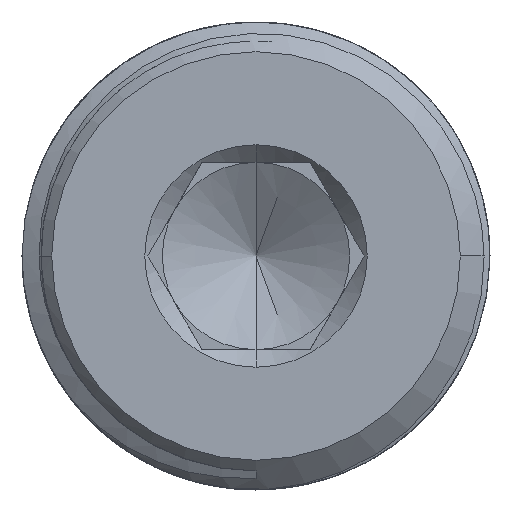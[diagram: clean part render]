
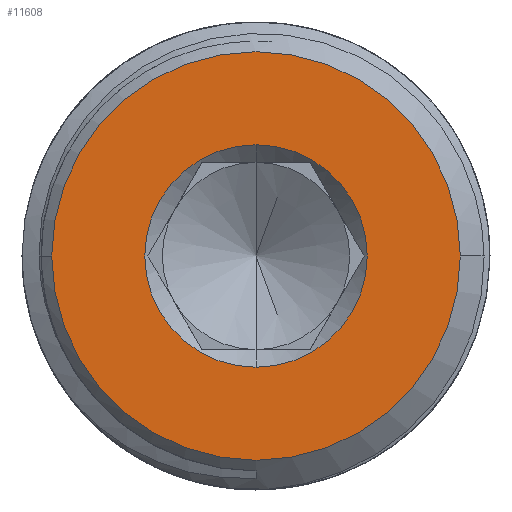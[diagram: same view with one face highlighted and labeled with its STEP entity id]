
A CAD part, left-side view. The second image highlights one B-rep face of the part: STEP entity #11608.
In plain terms, the highlighted planar face has unit normal (-1, 0, 0).
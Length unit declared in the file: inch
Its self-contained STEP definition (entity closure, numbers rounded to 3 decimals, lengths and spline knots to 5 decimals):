
#46 = EDGE_CURVE ( 'NONE', #5647, #12550, #4427, .T. ) ;
#1180 = EDGE_LOOP ( 'NONE', ( #10787, #3151 ) ) ;
#1302 = EDGE_LOOP ( 'NONE', ( #1611, #7474 ) ) ;
#1416 = AXIS2_PLACEMENT_3D ( 'NONE', #1958, #10695, #11909 ) ;
#1611 = ORIENTED_EDGE ( 'NONE', *, *, #3579, .T. ) ;
#1958 = CARTESIAN_POINT ( 'NONE',  ( 0., 0., 0. ) ) ;
#2124 = FACE_OUTER_BOUND ( 'NONE', #1302, .T. ) ;
#2327 = AXIS2_PLACEMENT_3D ( 'NONE', #8611, #13024, #3138 ) ;
#2890 = DIRECTION ( 'NONE',  ( 0., 0., 1. ) ) ;
#3138 = DIRECTION ( 'NONE',  ( 0., -1., 0. ) ) ;
#3151 = ORIENTED_EDGE ( 'NONE', *, *, #5344, .F. ) ;
#3279 = AXIS2_PLACEMENT_3D ( 'NONE', #9660, #11757, #9524 ) ;
#3579 = EDGE_CURVE ( 'NONE', #12550, #5647, #11574, .T. ) ;
#3823 = DIRECTION ( 'NONE',  ( 0., -1., 0. ) ) ;
#3967 = CIRCLE ( 'NONE', #14088, 0.18701 ) ;
#4262 = DIRECTION ( 'NONE',  ( -1., 0., 0. ) ) ;
#4339 = VERTEX_POINT ( 'NONE', #9145 ) ;
#4427 = CIRCLE ( 'NONE', #9482, 0.3435 ) ;
#5235 = PLANE ( 'NONE',  #2327 ) ;
#5344 = EDGE_CURVE ( 'NONE', #4339, #14225, #9238, .T. ) ;
#5647 = VERTEX_POINT ( 'NONE', #12407 ) ;
#7474 = ORIENTED_EDGE ( 'NONE', *, *, #46, .T. ) ;
#8321 = EDGE_CURVE ( 'NONE', #14225, #4339, #3967, .T. ) ;
#8611 = CARTESIAN_POINT ( 'NONE',  ( 0., 0., 0. ) ) ;
#8702 = CARTESIAN_POINT ( 'NONE',  ( 0., 0.3435, 0. ) ) ;
#9145 = CARTESIAN_POINT ( 'NONE',  ( 0., 0., -0.18701 ) ) ;
#9147 = DIRECTION ( 'NONE',  ( -1., 0., 0. ) ) ;
#9238 = CIRCLE ( 'NONE', #1416, 0.18701 ) ;
#9482 = AXIS2_PLACEMENT_3D ( 'NONE', #11258, #9147, #3823 ) ;
#9524 = DIRECTION ( 'NONE',  ( 0., -1., 0. ) ) ;
#9660 = CARTESIAN_POINT ( 'NONE',  ( 0., 0., 0. ) ) ;
#9733 = CARTESIAN_POINT ( 'NONE',  ( 0., 0., 0. ) ) ;
#10695 = DIRECTION ( 'NONE',  ( -1., 0., 0. ) ) ;
#10787 = ORIENTED_EDGE ( 'NONE', *, *, #8321, .F. ) ;
#11258 = CARTESIAN_POINT ( 'NONE',  ( 0., 0., 0. ) ) ;
#11574 = CIRCLE ( 'NONE', #3279, 0.3435 ) ;
#11608 = ADVANCED_FACE ( 'NONE', ( #2124, #11871 ), #5235, .T. ) ;
#11757 = DIRECTION ( 'NONE',  ( -1., 0., 0. ) ) ;
#11871 = FACE_BOUND ( 'NONE', #1180, .T. ) ;
#11909 = DIRECTION ( 'NONE',  ( 0., 0., 1. ) ) ;
#12407 = CARTESIAN_POINT ( 'NONE',  ( 0., -0.3435, 0. ) ) ;
#12550 = VERTEX_POINT ( 'NONE', #8702 ) ;
#12581 = CARTESIAN_POINT ( 'NONE',  ( 0., 0., 0.18701 ) ) ;
#13024 = DIRECTION ( 'NONE',  ( -1., 0., 0. ) ) ;
#14088 = AXIS2_PLACEMENT_3D ( 'NONE', #9733, #4262, #2890 ) ;
#14225 = VERTEX_POINT ( 'NONE', #12581 ) ;
